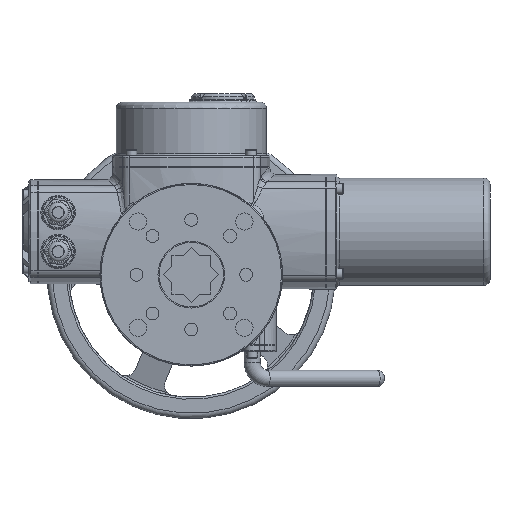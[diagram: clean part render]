
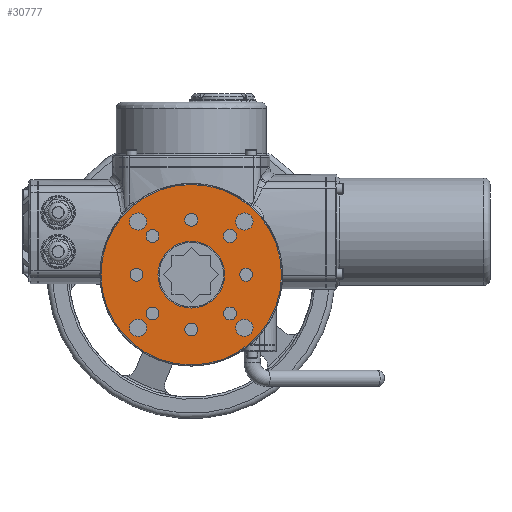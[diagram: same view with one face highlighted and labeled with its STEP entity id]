
A CAD part, front view. The second image highlights one B-rep face of the part: STEP entity #30777.
In plain terms, the highlighted planar face has unit normal (0, -1, 0).
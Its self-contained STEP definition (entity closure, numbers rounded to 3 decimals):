
#2004=FACE_BOUND('',#9323,.T.);
#2005=FACE_BOUND('',#9324,.T.);
#2006=FACE_BOUND('',#9325,.T.);
#2007=FACE_BOUND('',#9326,.T.);
#2008=FACE_BOUND('',#9327,.T.);
#2009=FACE_BOUND('',#9328,.T.);
#2010=FACE_BOUND('',#9329,.T.);
#2011=FACE_BOUND('',#9330,.T.);
#2012=FACE_BOUND('',#9331,.T.);
#2013=FACE_BOUND('',#9332,.T.);
#2014=FACE_BOUND('',#9333,.T.);
#2015=FACE_BOUND('',#9334,.T.);
#2016=FACE_BOUND('',#9335,.T.);
#2200=PLANE('',#32721);
#7576=FACE_OUTER_BOUND('',#9322,.T.);
#9322=EDGE_LOOP('',(#19891));
#9323=EDGE_LOOP('',(#19892));
#9324=EDGE_LOOP('',(#19893));
#9325=EDGE_LOOP('',(#19894));
#9326=EDGE_LOOP('',(#19895));
#9327=EDGE_LOOP('',(#19896));
#9328=EDGE_LOOP('',(#19897));
#9329=EDGE_LOOP('',(#19898));
#9330=EDGE_LOOP('',(#19899));
#9331=EDGE_LOOP('',(#19900));
#9332=EDGE_LOOP('',(#19901));
#9333=EDGE_LOOP('',(#19902));
#9334=EDGE_LOOP('',(#19903));
#9335=EDGE_LOOP('',(#19904));
#11264=CIRCLE('',#32717,84.);
#11267=CIRCLE('',#32722,31.);
#11268=CIRCLE('',#32723,8.);
#11269=CIRCLE('',#32724,8.);
#11270=CIRCLE('',#32725,8.);
#11271=CIRCLE('',#32726,8.);
#11272=CIRCLE('',#32727,6.);
#11273=CIRCLE('',#32728,6.);
#11274=CIRCLE('',#32729,6.);
#11275=CIRCLE('',#32730,6.);
#11276=CIRCLE('',#32731,6.);
#11277=CIRCLE('',#32732,6.);
#11278=CIRCLE('',#32733,6.);
#11279=CIRCLE('',#32734,6.);
#12375=VERTEX_POINT('',#42520);
#12377=VERTEX_POINT('',#42529);
#12378=VERTEX_POINT('',#42531);
#12379=VERTEX_POINT('',#42533);
#12380=VERTEX_POINT('',#42535);
#12381=VERTEX_POINT('',#42537);
#12382=VERTEX_POINT('',#42539);
#12383=VERTEX_POINT('',#42541);
#12384=VERTEX_POINT('',#42543);
#12385=VERTEX_POINT('',#42545);
#12386=VERTEX_POINT('',#42547);
#12387=VERTEX_POINT('',#42549);
#12388=VERTEX_POINT('',#42551);
#12389=VERTEX_POINT('',#42553);
#15335=EDGE_CURVE('',#12375,#12375,#11264,.T.);
#15339=EDGE_CURVE('',#12377,#12377,#11267,.T.);
#15340=EDGE_CURVE('',#12378,#12378,#11268,.T.);
#15341=EDGE_CURVE('',#12379,#12379,#11269,.T.);
#15342=EDGE_CURVE('',#12380,#12380,#11270,.T.);
#15343=EDGE_CURVE('',#12381,#12381,#11271,.T.);
#15344=EDGE_CURVE('',#12382,#12382,#11272,.T.);
#15345=EDGE_CURVE('',#12383,#12383,#11273,.T.);
#15346=EDGE_CURVE('',#12384,#12384,#11274,.T.);
#15347=EDGE_CURVE('',#12385,#12385,#11275,.T.);
#15348=EDGE_CURVE('',#12386,#12386,#11276,.T.);
#15349=EDGE_CURVE('',#12387,#12387,#11277,.T.);
#15350=EDGE_CURVE('',#12388,#12388,#11278,.T.);
#15351=EDGE_CURVE('',#12389,#12389,#11279,.T.);
#19891=ORIENTED_EDGE('',*,*,#15335,.F.);
#19892=ORIENTED_EDGE('',*,*,#15339,.F.);
#19893=ORIENTED_EDGE('',*,*,#15340,.F.);
#19894=ORIENTED_EDGE('',*,*,#15341,.F.);
#19895=ORIENTED_EDGE('',*,*,#15342,.F.);
#19896=ORIENTED_EDGE('',*,*,#15343,.F.);
#19897=ORIENTED_EDGE('',*,*,#15344,.F.);
#19898=ORIENTED_EDGE('',*,*,#15345,.F.);
#19899=ORIENTED_EDGE('',*,*,#15346,.F.);
#19900=ORIENTED_EDGE('',*,*,#15347,.F.);
#19901=ORIENTED_EDGE('',*,*,#15348,.F.);
#19902=ORIENTED_EDGE('',*,*,#15349,.F.);
#19903=ORIENTED_EDGE('',*,*,#15350,.F.);
#19904=ORIENTED_EDGE('',*,*,#15351,.F.);
#30777=ADVANCED_FACE('',(#7576,#2004,#2005,#2006,#2007,#2008,#2009,#2010,
#2011,#2012,#2013,#2014,#2015,#2016),#2200,.F.);
#32717=AXIS2_PLACEMENT_3D('',#42522,#35275,#35276);
#32721=AXIS2_PLACEMENT_3D('',#42528,#35284,#35285);
#32722=AXIS2_PLACEMENT_3D('',#42530,#35286,#35287);
#32723=AXIS2_PLACEMENT_3D('',#42532,#35288,#35289);
#32724=AXIS2_PLACEMENT_3D('',#42534,#35290,#35291);
#32725=AXIS2_PLACEMENT_3D('',#42536,#35292,#35293);
#32726=AXIS2_PLACEMENT_3D('',#42538,#35294,#35295);
#32727=AXIS2_PLACEMENT_3D('',#42540,#35296,#35297);
#32728=AXIS2_PLACEMENT_3D('',#42542,#35298,#35299);
#32729=AXIS2_PLACEMENT_3D('',#42544,#35300,#35301);
#32730=AXIS2_PLACEMENT_3D('',#42546,#35302,#35303);
#32731=AXIS2_PLACEMENT_3D('',#42548,#35304,#35305);
#32732=AXIS2_PLACEMENT_3D('',#42550,#35306,#35307);
#32733=AXIS2_PLACEMENT_3D('',#42552,#35308,#35309);
#32734=AXIS2_PLACEMENT_3D('',#42554,#35310,#35311);
#35275=DIRECTION('center_axis',(0.,1.,0.));
#35276=DIRECTION('ref_axis',(1.,0.,0.));
#35284=DIRECTION('center_axis',(0.,1.,0.));
#35285=DIRECTION('ref_axis',(0.,0.,1.));
#35286=DIRECTION('center_axis',(0.,-1.,0.));
#35287=DIRECTION('ref_axis',(1.,0.,0.));
#35288=DIRECTION('center_axis',(0.,-1.,0.));
#35289=DIRECTION('ref_axis',(1.,0.,0.));
#35290=DIRECTION('center_axis',(0.,-1.,0.));
#35291=DIRECTION('ref_axis',(1.,0.,0.));
#35292=DIRECTION('center_axis',(0.,-1.,0.));
#35293=DIRECTION('ref_axis',(1.,0.,0.));
#35294=DIRECTION('center_axis',(0.,-1.,0.));
#35295=DIRECTION('ref_axis',(1.,0.,0.));
#35296=DIRECTION('center_axis',(0.,-1.,0.));
#35297=DIRECTION('ref_axis',(1.,0.,0.));
#35298=DIRECTION('center_axis',(0.,-1.,0.));
#35299=DIRECTION('ref_axis',(1.,0.,0.));
#35300=DIRECTION('center_axis',(0.,-1.,0.));
#35301=DIRECTION('ref_axis',(1.,0.,0.));
#35302=DIRECTION('center_axis',(0.,-1.,0.));
#35303=DIRECTION('ref_axis',(1.,0.,0.));
#35304=DIRECTION('center_axis',(0.,-1.,0.));
#35305=DIRECTION('ref_axis',(1.,0.,0.));
#35306=DIRECTION('center_axis',(0.,-1.,0.));
#35307=DIRECTION('ref_axis',(1.,0.,0.));
#35308=DIRECTION('center_axis',(0.,-1.,0.));
#35309=DIRECTION('ref_axis',(1.,0.,0.));
#35310=DIRECTION('center_axis',(0.,-1.,0.));
#35311=DIRECTION('ref_axis',(1.,0.,0.));
#42520=CARTESIAN_POINT('',(0.,0.,-84.));
#42522=CARTESIAN_POINT('Origin',(0.,0.,0.));
#42528=CARTESIAN_POINT('Origin',(0.,0.,0.));
#42529=CARTESIAN_POINT('',(-31.,0.,0.));
#42530=CARTESIAN_POINT('Origin',(0.,0.,0.));
#42531=CARTESIAN_POINT('',(-57.497,0.,49.497));
#42532=CARTESIAN_POINT('Origin',(-49.497,0.,49.497));
#42533=CARTESIAN_POINT('',(41.497,0.,49.497));
#42534=CARTESIAN_POINT('Origin',(49.497,0.,49.497));
#42535=CARTESIAN_POINT('',(41.497,0.,-49.497));
#42536=CARTESIAN_POINT('Origin',(49.497,0.,-49.497));
#42537=CARTESIAN_POINT('',(-57.497,0.,-49.497));
#42538=CARTESIAN_POINT('Origin',(-49.497,0.,-49.497));
#42539=CARTESIAN_POINT('',(-6.,0.,-51.));
#42540=CARTESIAN_POINT('Origin',(0.,0.,-51.));
#42541=CARTESIAN_POINT('',(30.062,0.,-36.062));
#42542=CARTESIAN_POINT('Origin',(36.062,0.,-36.062));
#42543=CARTESIAN_POINT('',(45.,0.,0.));
#42544=CARTESIAN_POINT('Origin',(51.,0.,0.));
#42545=CARTESIAN_POINT('',(30.062,0.,36.062));
#42546=CARTESIAN_POINT('Origin',(36.062,0.,36.062));
#42547=CARTESIAN_POINT('',(-6.,0.,51.));
#42548=CARTESIAN_POINT('Origin',(0.,0.,51.));
#42549=CARTESIAN_POINT('',(-42.062,0.,36.062));
#42550=CARTESIAN_POINT('Origin',(-36.062,0.,36.062));
#42551=CARTESIAN_POINT('',(-57.,0.,0.));
#42552=CARTESIAN_POINT('Origin',(-51.,0.,0.));
#42553=CARTESIAN_POINT('',(-42.062,0.,-36.062));
#42554=CARTESIAN_POINT('Origin',(-36.062,0.,-36.062));
